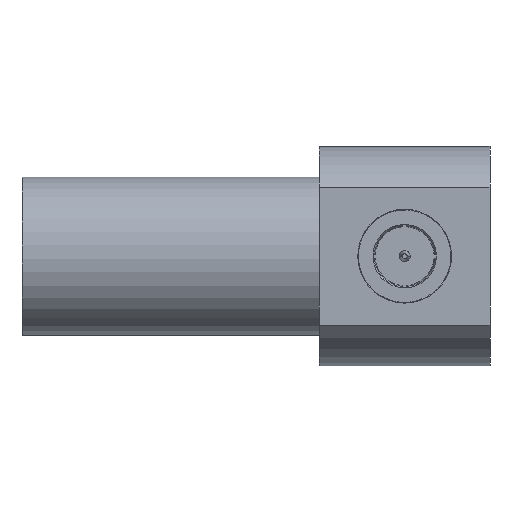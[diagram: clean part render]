
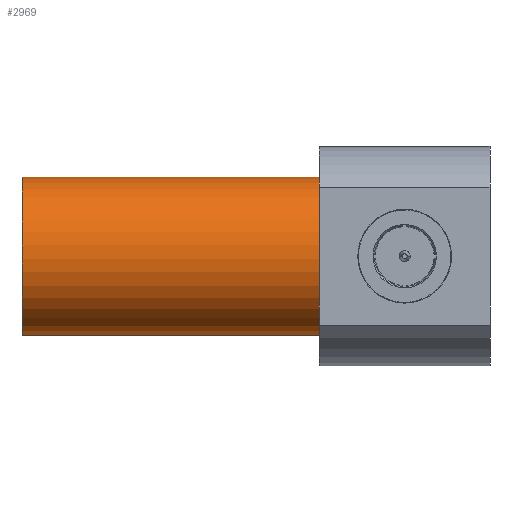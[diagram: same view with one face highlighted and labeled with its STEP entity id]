
A CAD part, front view. The second image highlights one B-rep face of the part: STEP entity #2969.
In plain terms, the highlighted cylindrical face has radius 3.25 mm (diameter 6.5 mm), a partial arc.
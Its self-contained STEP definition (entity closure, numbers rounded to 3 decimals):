
#138 = LINE ( 'NONE', #9716, #4259 ) ;
#671 = EDGE_CURVE ( 'NONE', #11136, #9850, #11119, .T. ) ;
#916 = ORIENTED_EDGE ( 'NONE', *, *, #671, .T. ) ;
#938 = ORIENTED_EDGE ( 'NONE', *, *, #10780, .T. ) ;
#1457 = DIRECTION ( 'NONE',  ( -1., 0., 0. ) ) ;
#1556 = DIRECTION ( 'NONE',  ( 0., 0.033, -0.999 ) ) ;
#1617 = DIRECTION ( 'NONE',  ( 1., 0., 0. ) ) ;
#2095 = VERTEX_POINT ( 'NONE', #2630 ) ;
#2630 = CARTESIAN_POINT ( 'NONE',  ( -3.5, 0.106, -3.248 ) ) ;
#2773 = CARTESIAN_POINT ( 'NONE',  ( -15.7, 0., 0. ) ) ;
#2858 = DIRECTION ( 'NONE',  ( -1., 0., 0. ) ) ;
#2969 = ADVANCED_FACE ( 'NONE', ( #10392 ), #8049, .T. ) ;
#4259 = VECTOR ( 'NONE', #6115, 1000. ) ;
#5834 = VERTEX_POINT ( 'NONE', #6061 ) ;
#6061 = CARTESIAN_POINT ( 'NONE',  ( -15.7, 0.106, -3.248 ) ) ;
#6115 = DIRECTION ( 'NONE',  ( -1., 0., 0. ) ) ;
#6659 = EDGE_LOOP ( 'NONE', ( #12566, #13769, #916, #938 ) ) ;
#7038 = DIRECTION ( 'NONE',  ( 0., 0.033, -0.999 ) ) ;
#7187 = DIRECTION ( 'NONE',  ( 0., -0.033, 0.999 ) ) ;
#8049 = CYLINDRICAL_SURFACE ( 'NONE', #9629, 3.25 ) ;
#8099 = CIRCLE ( 'NONE', #12406, 3.25 ) ;
#8121 = CARTESIAN_POINT ( 'NONE',  ( -3.5, 0., 0. ) ) ;
#8797 = VECTOR ( 'NONE', #1457, 1000. ) ;
#9629 = AXIS2_PLACEMENT_3D ( 'NONE', #8121, #2858, #7187 ) ;
#9643 = CARTESIAN_POINT ( 'NONE',  ( -15.7, -0.106, 3.248 ) ) ;
#9716 = CARTESIAN_POINT ( 'NONE',  ( -3.5, 0.106, -3.248 ) ) ;
#9850 = VERTEX_POINT ( 'NONE', #9643 ) ;
#10392 = FACE_OUTER_BOUND ( 'NONE', #6659, .T. ) ;
#10780 = EDGE_CURVE ( 'NONE', #9850, #5834, #10907, .T. ) ;
#10907 = CIRCLE ( 'NONE', #13403, 3.25 ) ;
#11107 = DIRECTION ( 'NONE',  ( 1., 0., 0. ) ) ;
#11119 = LINE ( 'NONE', #11185, #8797 ) ;
#11136 = VERTEX_POINT ( 'NONE', #13145 ) ;
#11185 = CARTESIAN_POINT ( 'NONE',  ( -3.5, -0.106, 3.248 ) ) ;
#11276 = CARTESIAN_POINT ( 'NONE',  ( -3.5, 0., 0. ) ) ;
#12406 = AXIS2_PLACEMENT_3D ( 'NONE', #11276, #1617, #1556 ) ;
#12566 = ORIENTED_EDGE ( 'NONE', *, *, #13500, .F. ) ;
#12611 = EDGE_CURVE ( 'NONE', #11136, #2095, #8099, .T. ) ;
#13145 = CARTESIAN_POINT ( 'NONE',  ( -3.5, -0.106, 3.248 ) ) ;
#13403 = AXIS2_PLACEMENT_3D ( 'NONE', #2773, #11107, #7038 ) ;
#13500 = EDGE_CURVE ( 'NONE', #2095, #5834, #138, .T. ) ;
#13769 = ORIENTED_EDGE ( 'NONE', *, *, #12611, .F. ) ;
